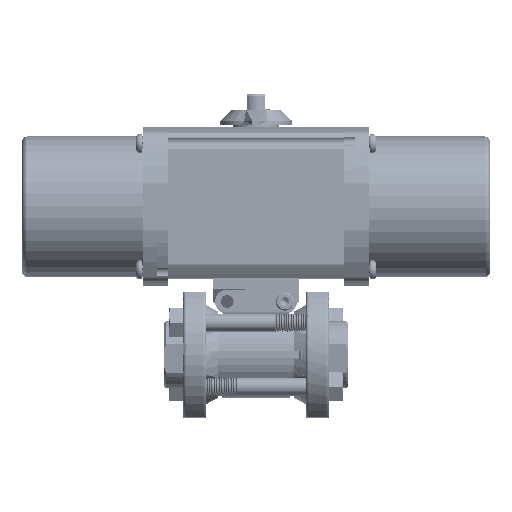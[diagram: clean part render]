
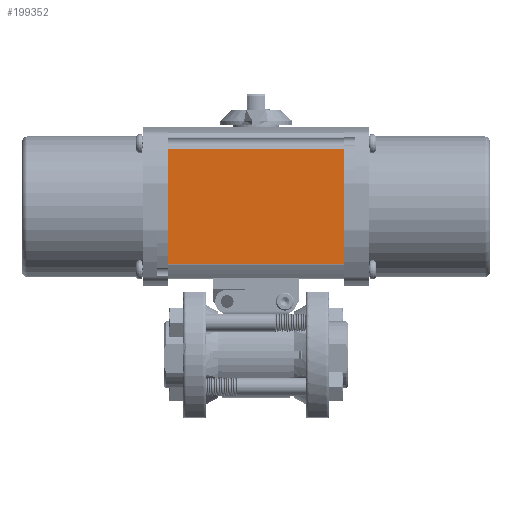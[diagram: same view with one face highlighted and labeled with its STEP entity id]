
A CAD part, top view. The second image highlights one B-rep face of the part: STEP entity #199352.
In plain terms, the highlighted planar face has unit normal (0, 0, 1).
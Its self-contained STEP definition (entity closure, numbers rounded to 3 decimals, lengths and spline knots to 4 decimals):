
#888 = EDGE_CURVE ( 'NONE', #228466, #40091, #108223, .T. ) ;
#6128 = DIRECTION ( 'NONE',  ( 1., 0., 0. ) ) ;
#12309 = PLANE ( 'NONE',  #118707 ) ;
#19129 = EDGE_LOOP ( 'NONE', ( #146888, #187172, #196740, #131976 ) ) ;
#20208 = CARTESIAN_POINT ( 'NONE',  ( 1.5275, 3.5621, 1.17 ) ) ;
#24386 = EDGE_CURVE ( 'NONE', #84350, #75543, #106689, .T. ) ;
#40091 = VERTEX_POINT ( 'NONE', #154955 ) ;
#50155 = CARTESIAN_POINT ( 'NONE',  ( -1.5275, 1.5679, 1.17 ) ) ;
#55558 = DIRECTION ( 'NONE',  ( 0., -1., 0. ) ) ;
#75543 = VERTEX_POINT ( 'NONE', #195854 ) ;
#83793 = DIRECTION ( 'NONE',  ( 0., 0., -1. ) ) ;
#84350 = VERTEX_POINT ( 'NONE', #20208 ) ;
#105994 = FACE_OUTER_BOUND ( 'NONE', #19129, .T. ) ;
#106689 = LINE ( 'NONE', #109121, #195646 ) ;
#108223 = LINE ( 'NONE', #124747, #197196 ) ;
#109121 = CARTESIAN_POINT ( 'NONE',  ( 1.5275, 3.5694, 1.17 ) ) ;
#112482 = CARTESIAN_POINT ( 'NONE',  ( -5.0403, 1.5679, 1.17 ) ) ;
#117931 = VECTOR ( 'NONE', #6128, 39.3701 ) ;
#118707 = AXIS2_PLACEMENT_3D ( 'NONE', #154371, #83793, #208073 ) ;
#119953 = CARTESIAN_POINT ( 'NONE',  ( -5.0403, 3.5621, 1.17 ) ) ;
#123456 = LINE ( 'NONE', #112482, #117931 ) ;
#124747 = CARTESIAN_POINT ( 'NONE',  ( -1.5275, 3.5694, 1.17 ) ) ;
#131976 = ORIENTED_EDGE ( 'NONE', *, *, #224277, .T. ) ;
#146888 = ORIENTED_EDGE ( 'NONE', *, *, #24386, .F. ) ;
#154371 = CARTESIAN_POINT ( 'NONE',  ( -5.0403, 3.5694, 1.17 ) ) ;
#154955 = CARTESIAN_POINT ( 'NONE',  ( -1.5275, 3.5621, 1.17 ) ) ;
#164251 = EDGE_CURVE ( 'NONE', #84350, #40091, #222179, .T. ) ;
#174836 = VECTOR ( 'NONE', #226443, 39.3701 ) ;
#187172 = ORIENTED_EDGE ( 'NONE', *, *, #164251, .T. ) ;
#195646 = VECTOR ( 'NONE', #55558, 39.3701 ) ;
#195854 = CARTESIAN_POINT ( 'NONE',  ( 1.5275, 1.5679, 1.17 ) ) ;
#196740 = ORIENTED_EDGE ( 'NONE', *, *, #888, .F. ) ;
#197196 = VECTOR ( 'NONE', #213307, 39.3701 ) ;
#199352 = ADVANCED_FACE ( 'NONE', ( #105994 ), #12309, .F. ) ;
#208073 = DIRECTION ( 'NONE',  ( 0., -1., 0. ) ) ;
#213307 = DIRECTION ( 'NONE',  ( 0., 1., 0. ) ) ;
#222179 = LINE ( 'NONE', #119953, #174836 ) ;
#224277 = EDGE_CURVE ( 'NONE', #228466, #75543, #123456, .T. ) ;
#226443 = DIRECTION ( 'NONE',  ( -1., 0., 0. ) ) ;
#228466 = VERTEX_POINT ( 'NONE', #50155 ) ;
